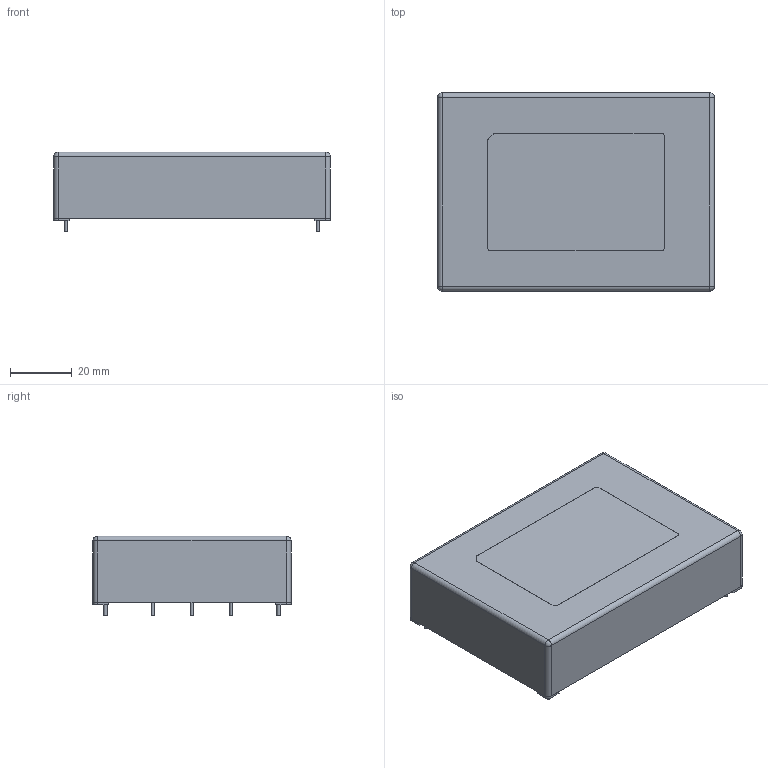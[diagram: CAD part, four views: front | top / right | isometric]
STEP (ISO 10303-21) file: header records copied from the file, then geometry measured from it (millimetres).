
FILE_DESCRIPTION(/* description */ (''),/* implementation_level */ '2;1');
FILE_NAME(/* name */ 'PWS_TRACO_TMP30-PCB.stp',/* time_stamp */ '2017-05-23T16:06:25+02:00',/* author */ ('jchouvet'),/* organization */ (''),/* preprocessor_version */ 'ST-DEVELOPER v16.1',/* originating_system */ 'AutoCAD Mechanical',/* authorisation */ '');
FILE_SCHEMA (('AUTOMOTIVE_DESIGN { 1 0 10303 214 3 1 1 }'));
Length unit declared in the file: millimetre
Products named in the file (1): Product
Bounding box: 89.4 x 64 x 25.8 mm (x, y, z)
Volume: 122540.4 mm3; surface area: 34270.6 mm2
Topology: 16 solids, 16 shells, 197 faces, 475 edges, 315 vertices
Faces by surface type: plane 142, cylinder 51, sphere 4
Full cylindrical faces by diameter (mm): 1 x7, 1.2 x7, 2.85 x2, 4.4 x2, 5.2 x4
Entity records: 5612 total; most frequent: CARTESIAN_POINT 952, DIRECTION 944, ORIENTED_EDGE 892, EDGE_CURVE 446, LINE 344, VECTOR 344, VERTEX_POINT 308, AXIS2_PLACEMENT_3D 300
